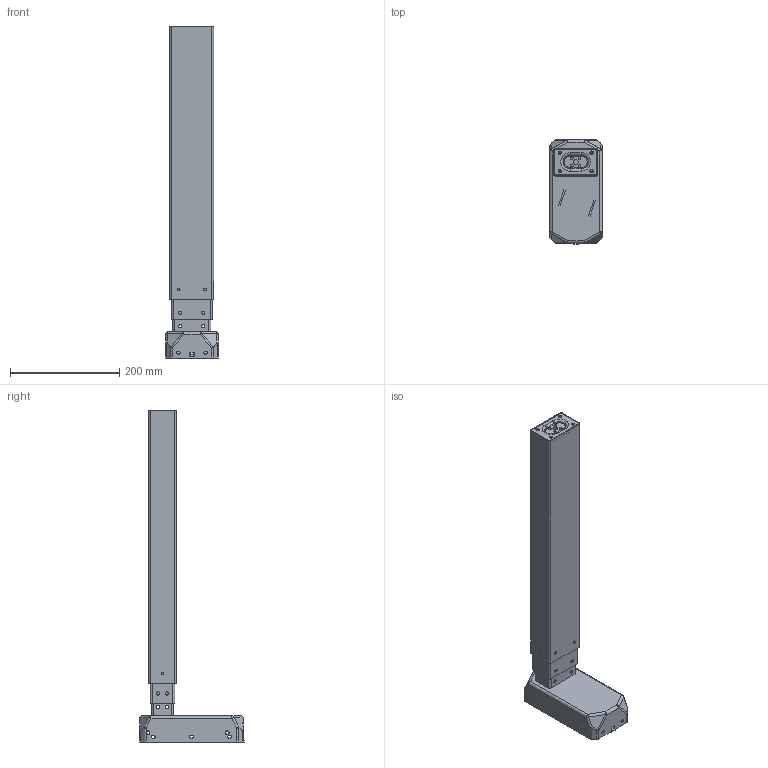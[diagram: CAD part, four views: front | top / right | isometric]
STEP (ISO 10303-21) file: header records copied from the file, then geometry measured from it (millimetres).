
FILE_DESCRIPTION(('FreeCAD Model'),'2;1');
FILE_NAME('Column_Lift-650_newstyle.step','2017-09-19T12:18:55',( 'Technical Support'),('Firgelli Automations Inc'), 'Open CASCADE STEP processor 6.8','FreeCAD','Unknown');
FILE_SCHEMA(('AUTOMOTIVE_DESIGN_CC2 { 1 2 10303 214 -1 1 5 4 }'));
Products named in the file (1): FA-SCL-650-New-int
Bounding box: 96 x 192.03 x 608 mm (x, y, z)
Volume: 687215 mm3; surface area: 799455.9 mm2
Topology: 3 solids, 3 shells, 495 faces, 1367 edges, 880 vertices
Faces by surface type: cylinder 275, plane 134, bspline 36, sphere 32, torus 10, cone 8
Entity records: 86687 total; most frequent: CARTESIAN_POINT 62975, DIRECTION 3349, ORIENTED_EDGE 2734, PCURVE 2734, DEFINITIONAL_REPRESENTATION 2734, B_SPLINE_CURVE_WITH_KNOTS 1944, EDGE_CURVE 1367, SURFACE_CURVE 1367
